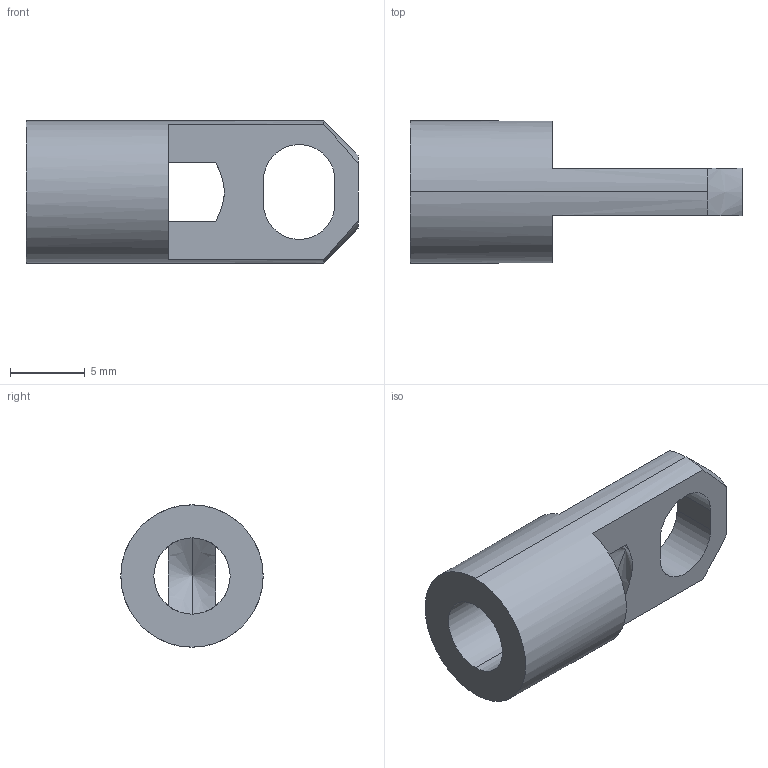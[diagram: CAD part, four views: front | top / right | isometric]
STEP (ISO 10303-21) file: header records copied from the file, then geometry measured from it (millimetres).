
FILE_DESCRIPTION((''),'2;1');
FILE_NAME('COUPLING_PISTON_2_ASS_Y_SLDPR__','2016-12-07T',('cxl300'),(''),'PRO/ENGINEER BY PARAMETRIC TECHNOLOGY CORPORATION, 2013230','PRO/ENGINEER BY PARAMETRIC TECHNOLOGY CORPORATION, 2013230','');
FILE_SCHEMA(('CONFIG_CONTROL_DESIGN','GEOMETRIC_VALIDATION_PROPERTIES_MIM'));
Length unit declared in the file: millimetre
Products named in the file (1): COUPLING_PISTON_2_ASS_Y_SLDPR__
Bounding box: 22.23 x 9.53 x 9.53 mm (x, y, z)
Volume: 705.3 mm3; surface area: 862.5 mm2
Topology: 1 solids, 1 shells, 18 faces, 64 edges, 43 vertices
Faces by surface type: plane 8, cylinder 6, cone 4
Entity records: 870 total; most frequent: CARTESIAN_POINT 214, ORIENTED_EDGE 124, DIRECTION 120, EDGE_CURVE 62, AXIS2_PLACEMENT_3D 46, VERTEX_POINT 43, VECTOR 28, LINE 28
